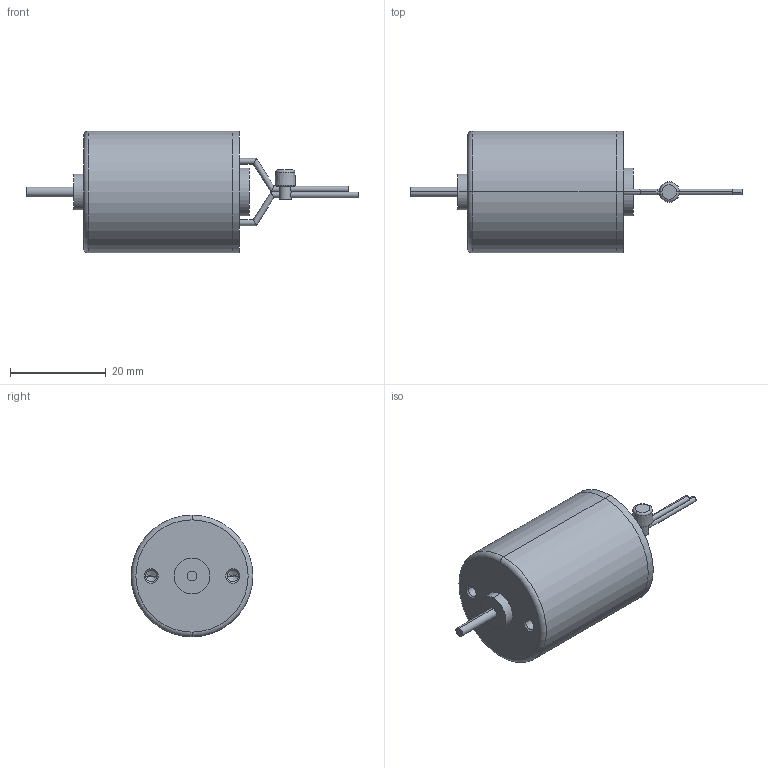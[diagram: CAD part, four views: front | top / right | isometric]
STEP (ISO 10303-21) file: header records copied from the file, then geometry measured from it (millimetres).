
FILE_DESCRIPTION(('starvars output'),'2;1');
FILE_NAME('25b.stp','10:51:09 2014/09/10',( 'Thomas Industrial Network Germany GmbH'),( 'Thomas Industrial Network Germany GmbH'),'unknown preprocess','ACIS' ,'unknown authorization');
FILE_SCHEMA(('AUTOMOTIVE_DESIGN_CC2 {UNKNOWN IMPLEMENTATION LEVEL}'));
Length unit declared in the file: millimetre
Products named in the file (2): PRODUCT_ID_1; PRODUCT_ID_2
Bounding box: 69.22 x 25.4 x 25.4 mm (x, y, z)
Volume: 16803.8 mm3; surface area: 4112.2 mm2
Topology: 3 solids, 3 shells, 66 faces, 142 edges, 86 vertices
Faces by surface type: cylinder 32, plane 14, cone 12, torus 8
Entity records: 2250 total; most frequent: CARTESIAN_POINT 360, ORIENTED_EDGE 276, DIRECTION 208, EDGE_CURVE 138, VERTEX_POINT 86, AXIS2_PLACEMENT_3D 82, EDGE_LOOP 76, FACE_BOUND 76
